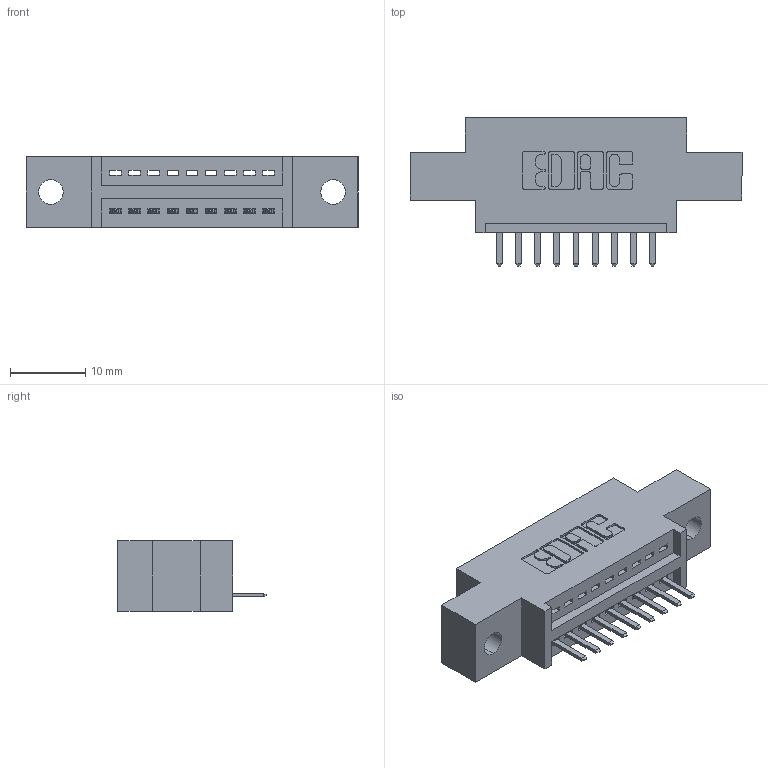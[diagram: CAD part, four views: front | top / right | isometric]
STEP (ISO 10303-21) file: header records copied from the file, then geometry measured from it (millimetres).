
FILE_DESCRIPTION (( 'STEP AP203' ), '1' );
FILE_NAME ('395-009-520-602.STEP', '2019-10-15T19:44:04', ( '' ), ( '' ), 'SwSTEP 2.0', 'SolidWorks 2016', '' );
FILE_SCHEMA (( 'CONFIG_CONTROL_DESIGN' ));
Length unit declared in the file: inch
Products named in the file (3): 345 Part_0.170 Offset - 0.128 Dia; 395-009-520-602; 345-292-001_345-293-120
Assembly tree (10 placements, depth 2):
  395-009-520-602
    345 Part_0.170 Offset - 0.128 Dia
    345-292-001_345-293-120  x9
Bounding box: 44.07 x 19.68 x 9.4 mm (x, y, z)
Volume: 3739.4 mm3; surface area: 4291.2 mm2
Topology: 10 solids, 10 shells, 688 faces, 2009 edges, 1314 vertices
Faces by surface type: plane 462, cylinder 226
Entity records: 11465 total; most frequent: CARTESIAN_POINT 2007, ORIENTED_EDGE 1938, DIRECTION 1787, EDGE_CURVE 969, LINE 797, VECTOR 797, VERTEX_POINT 642, AXIS2_PLACEMENT_3D 495
